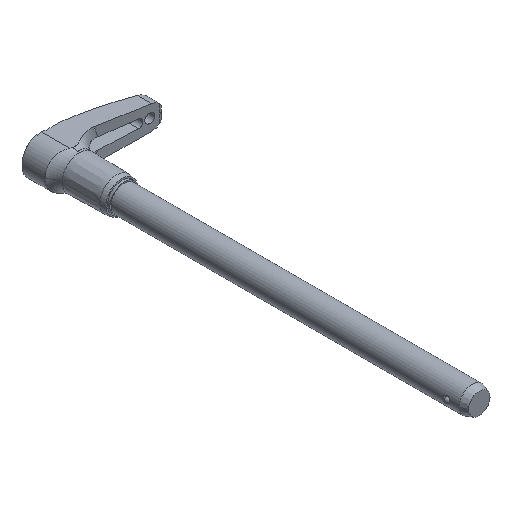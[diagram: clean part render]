
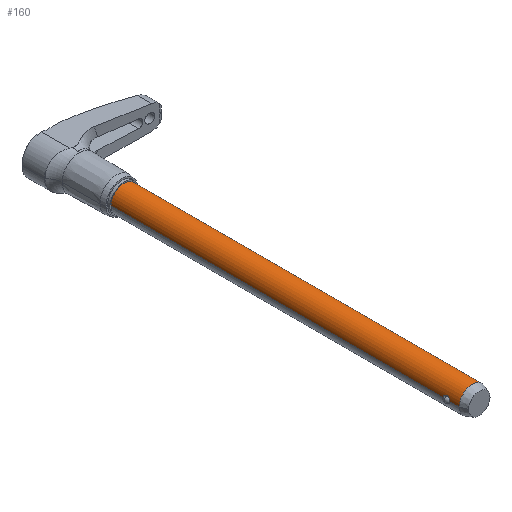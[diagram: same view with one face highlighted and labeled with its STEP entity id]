
A CAD part, isometric view. The second image highlights one B-rep face of the part: STEP entity #160.
In plain terms, the highlighted cylindrical face has radius 5.556 mm (diameter 11.113 mm), a partial arc.
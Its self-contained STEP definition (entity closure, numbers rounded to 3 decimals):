
#160=ADVANCED_FACE('',(#344),#345,.T.);
#344=FACE_OUTER_BOUND('',#553,.T.);
#345=CYLINDRICAL_SURFACE('',#554,5.556);
#553=EDGE_LOOP('',(#960,#961,#962,#963,#964,#965,#966,#967,#968,#969));
#554=AXIS2_PLACEMENT_3D('',#970,#971,#972);
#960=ORIENTED_EDGE('',*,*,#1420,.T.);
#961=ORIENTED_EDGE('',*,*,#1346,.T.);
#962=ORIENTED_EDGE('',*,*,#1421,.T.);
#963=ORIENTED_EDGE('',*,*,#1422,.T.);
#964=ORIENTED_EDGE('',*,*,#1423,.F.);
#965=ORIENTED_EDGE('',*,*,#1424,.T.);
#966=ORIENTED_EDGE('',*,*,#1375,.T.);
#967=ORIENTED_EDGE('',*,*,#1425,.T.);
#968=ORIENTED_EDGE('',*,*,#1426,.T.);
#969=ORIENTED_EDGE('',*,*,#1427,.T.);
#970=CARTESIAN_POINT('',(0.0,-74.676,0.0));
#971=DIRECTION('',(-0.0,1.0,0.0));
#972=DIRECTION('',(1.0,0.0,0.0));
#1346=EDGE_CURVE('',#1646,#1644,#1647,.T.);
#1375=EDGE_CURVE('',#1692,#1689,#1693,.T.);
#1420=EDGE_CURVE('',#1755,#1646,#1756,.T.);
#1421=EDGE_CURVE('',#1644,#1757,#1758,.T.);
#1422=EDGE_CURVE('',#1757,#1759,#1760,.T.);
#1423=EDGE_CURVE('',#1761,#1759,#1762,.T.);
#1424=EDGE_CURVE('',#1761,#1692,#1763,.T.);
#1425=EDGE_CURVE('',#1689,#1764,#1765,.T.);
#1426=EDGE_CURVE('',#1764,#1766,#1767,.T.);
#1427=EDGE_CURVE('',#1766,#1755,#1768,.T.);
#1644=VERTEX_POINT('',#2496);
#1646=VERTEX_POINT('',#2498);
#1647=B_SPLINE_CURVE_WITH_KNOTS('',3,(#2499,#2500,#2501,#2502,#2503,#2504,#2505,#2506,#2507,#2508,#2509,#2510,#2511,#2512),.UNSPECIFIED.,.F.,.F.,(4,2,2,2,2,2,4),(2.12,2.485,2.851,3.07,3.29,3.764,4.239),.UNSPECIFIED.);
#1689=VERTEX_POINT('',#2650);
#1692=VERTEX_POINT('',#2653);
#1693=B_SPLINE_CURVE_WITH_KNOTS('',3,(#2654,#2655,#2656,#2657,#2658,#2659,#2660,#2661,#2662,#2663,#2664,#2665,#2666,#2667),.UNSPECIFIED.,.F.,.F.,(4,2,2,2,2,2,4),(6.359,6.724,7.09,7.309,7.529,8.003,8.478),.UNSPECIFIED.);
#1755=VERTEX_POINT('',#2910);
#1756=LINE('',#2911,#2912);
#1757=VERTEX_POINT('',#2913);
#1758=B_SPLINE_CURVE_WITH_KNOTS('',3,(#2914,#2915,#2916,#2917,#2918,#2919,#2920,#2921,#2922,#2923,#2924,#2925,#2926,#2927),.UNSPECIFIED.,.F.,.F.,(4,2,2,2,2,2,4),(4.239,4.714,5.188,5.408,5.627,5.993,6.359),.UNSPECIFIED.);
#1759=VERTEX_POINT('',#2928);
#1760=LINE('',#2929,#2930);
#1761=VERTEX_POINT('',#2931);
#1762=CIRCLE('',#2932,5.556);
#1763=LINE('',#2933,#2934);
#1764=VERTEX_POINT('',#2935);
#1765=B_SPLINE_CURVE_WITH_KNOTS('',3,(#2936,#2937,#2938,#2939,#2940,#2941,#2942,#2943,#2944,#2945,#2946,#2947,#2948,#2949),.UNSPECIFIED.,.F.,.F.,(4,2,2,2,2,2,4),(0.0,0.475,0.949,1.169,1.388,1.754,2.12),.UNSPECIFIED.);
#1766=VERTEX_POINT('',#2950);
#1767=LINE('',#2951,#2952);
#1768=CIRCLE('',#2953,5.556);
#2496=CARTESIAN_POINT('',(5.365,-141.078,1.446));
#2498=CARTESIAN_POINT('',(5.556,-142.457,0.));
#2499=CARTESIAN_POINT('',(5.556,-142.457,0.));
#2500=CARTESIAN_POINT('',(5.556,-142.457,0.122));
#2501=CARTESIAN_POINT('',(5.552,-142.441,0.254));
#2502=CARTESIAN_POINT('',(5.534,-142.376,0.509));
#2503=CARTESIAN_POINT('',(5.521,-142.325,0.632));
#2504=CARTESIAN_POINT('',(5.499,-142.231,0.801));
#2505=CARTESIAN_POINT('',(5.488,-142.187,0.868));
#2506=CARTESIAN_POINT('',(5.467,-142.088,0.992));
#2507=CARTESIAN_POINT('',(5.456,-142.033,1.049));
#2508=CARTESIAN_POINT('',(5.426,-141.863,1.203));
#2509=CARTESIAN_POINT('',(5.404,-141.719,1.294));
#2510=CARTESIAN_POINT('',(5.373,-141.405,1.416));
#2511=CARTESIAN_POINT('',(5.365,-141.236,1.446));
#2512=CARTESIAN_POINT('',(5.365,-141.078,1.446));
#2650=CARTESIAN_POINT('',(-5.365,-141.078,1.446));
#2653=CARTESIAN_POINT('',(-5.556,-139.7,0.));
#2654=CARTESIAN_POINT('',(-5.556,-139.7,0.));
#2655=CARTESIAN_POINT('',(-5.556,-139.7,0.122));
#2656=CARTESIAN_POINT('',(-5.552,-139.715,0.254));
#2657=CARTESIAN_POINT('',(-5.534,-139.781,0.509));
#2658=CARTESIAN_POINT('',(-5.521,-139.831,0.632));
#2659=CARTESIAN_POINT('',(-5.499,-139.926,0.801));
#2660=CARTESIAN_POINT('',(-5.488,-139.97,0.868));
#2661=CARTESIAN_POINT('',(-5.467,-140.068,0.992));
#2662=CARTESIAN_POINT('',(-5.456,-140.123,1.049));
#2663=CARTESIAN_POINT('',(-5.426,-140.294,1.203));
#2664=CARTESIAN_POINT('',(-5.404,-140.438,1.294));
#2665=CARTESIAN_POINT('',(-5.373,-140.751,1.416));
#2666=CARTESIAN_POINT('',(-5.365,-140.92,1.446));
#2667=CARTESIAN_POINT('',(-5.365,-141.078,1.446));
#2910=CARTESIAN_POINT('',(5.556,-146.456,0.0));
#2911=CARTESIAN_POINT('',(5.556,-74.676,0.));
#2912=VECTOR('',#3416,1.0);
#2913=CARTESIAN_POINT('',(5.556,-139.7,0.));
#2914=CARTESIAN_POINT('',(5.365,-141.078,1.446));
#2915=CARTESIAN_POINT('',(5.365,-140.92,1.446));
#2916=CARTESIAN_POINT('',(5.373,-140.751,1.416));
#2917=CARTESIAN_POINT('',(5.404,-140.438,1.294));
#2918=CARTESIAN_POINT('',(5.426,-140.294,1.203));
#2919=CARTESIAN_POINT('',(5.456,-140.123,1.049));
#2920=CARTESIAN_POINT('',(5.467,-140.068,0.992));
#2921=CARTESIAN_POINT('',(5.488,-139.97,0.868));
#2922=CARTESIAN_POINT('',(5.499,-139.926,0.801));
#2923=CARTESIAN_POINT('',(5.521,-139.831,0.632));
#2924=CARTESIAN_POINT('',(5.534,-139.781,0.509));
#2925=CARTESIAN_POINT('',(5.552,-139.715,0.254));
#2926=CARTESIAN_POINT('',(5.556,-139.7,0.122));
#2927=CARTESIAN_POINT('',(5.556,-139.7,0.));
#2928=CARTESIAN_POINT('',(5.556,0.0,0.0));
#2929=CARTESIAN_POINT('',(5.556,-74.676,0.));
#2930=VECTOR('',#3417,1.0);
#2931=CARTESIAN_POINT('',(-5.556,0.0,0.));
#2932=AXIS2_PLACEMENT_3D('',#3418,#3419,#3420);
#2933=CARTESIAN_POINT('',(-5.556,-74.676,0.));
#2934=VECTOR('',#3421,1.0);
#2935=CARTESIAN_POINT('',(-5.556,-142.457,0.));
#2936=CARTESIAN_POINT('',(-5.365,-141.078,1.446));
#2937=CARTESIAN_POINT('',(-5.365,-141.236,1.446));
#2938=CARTESIAN_POINT('',(-5.373,-141.405,1.416));
#2939=CARTESIAN_POINT('',(-5.404,-141.719,1.294));
#2940=CARTESIAN_POINT('',(-5.426,-141.863,1.203));
#2941=CARTESIAN_POINT('',(-5.456,-142.033,1.049));
#2942=CARTESIAN_POINT('',(-5.467,-142.088,0.992));
#2943=CARTESIAN_POINT('',(-5.488,-142.187,0.868));
#2944=CARTESIAN_POINT('',(-5.499,-142.231,0.801));
#2945=CARTESIAN_POINT('',(-5.521,-142.325,0.632));
#2946=CARTESIAN_POINT('',(-5.534,-142.376,0.509));
#2947=CARTESIAN_POINT('',(-5.552,-142.441,0.254));
#2948=CARTESIAN_POINT('',(-5.556,-142.457,0.122));
#2949=CARTESIAN_POINT('',(-5.556,-142.457,0.));
#2950=CARTESIAN_POINT('',(-5.556,-146.456,0.));
#2951=CARTESIAN_POINT('',(-5.556,-74.676,0.));
#2952=VECTOR('',#3422,1.0);
#2953=AXIS2_PLACEMENT_3D('',#3423,#3424,#3425);
#3416=DIRECTION('',(0.0,1.0,0.0));
#3417=DIRECTION('',(0.0,1.0,0.0));
#3418=CARTESIAN_POINT('',(0.0,0.0,0.0));
#3419=DIRECTION('',(-0.0,1.0,0.0));
#3420=DIRECTION('',(1.0,0.0,0.0));
#3421=DIRECTION('',(-0.0,-1.0,-0.0));
#3422=DIRECTION('',(-0.0,-1.0,-0.0));
#3423=CARTESIAN_POINT('',(0.0,-146.456,0.0));
#3424=DIRECTION('',(0.,1.0,0.0));
#3425=DIRECTION('',(1.0,0.,0.0));
